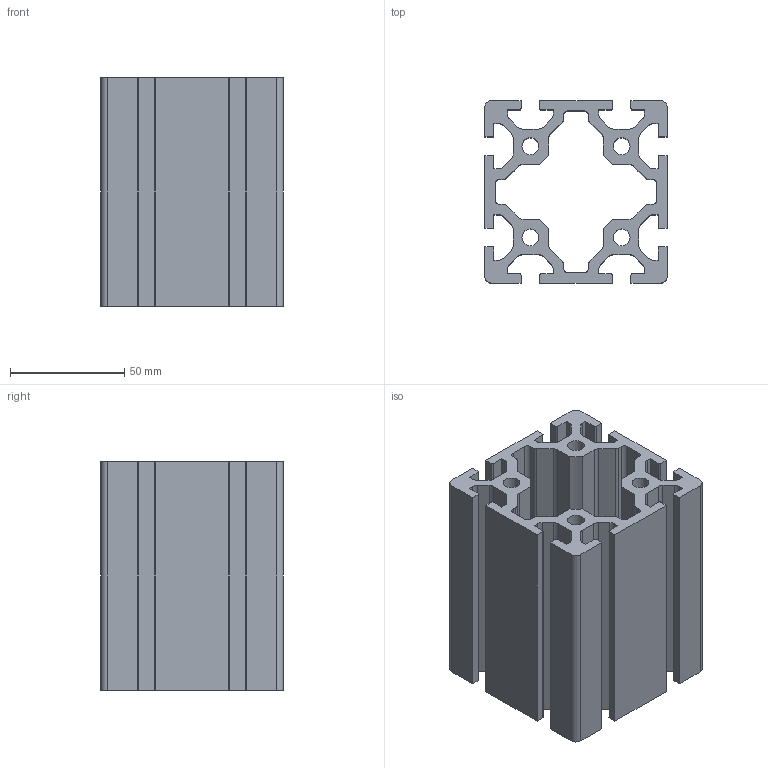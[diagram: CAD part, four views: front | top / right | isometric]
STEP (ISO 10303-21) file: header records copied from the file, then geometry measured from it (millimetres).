
FILE_DESCRIPTION((''),'2;1');
FILE_NAME('K_108080_100.stp','2013-02-18T10:43:42',('VeronikaF'),(''),'Autodesk Inventor 2011','Autodesk Inventor 2011','');
FILE_SCHEMA(('AUTOMOTIVE_DESIGN { 1 0 10303 214 1 1 1 1 }'));
Length unit declared in the file: millimetre
Products named in the file (1): 108080
Bounding box: 80 x 80 x 100 mm (x, y, z)
Volume: 237585.6 mm3; surface area: 102230.6 mm2
Topology: 1 solids, 1 shells, 198 faces, 588 edges, 392 vertices
Faces by surface type: plane 114, cylinder 84
Full cylindrical faces by diameter (mm): 7.4 x4
Entity records: 6686 total; most frequent: CARTESIAN_POINT 1175, ORIENTED_EDGE 1168, DIRECTION 1150, EDGE_CURVE 584, VECTOR 416, LINE 416, VERTEX_POINT 392, AXIS2_PLACEMENT_3D 367
